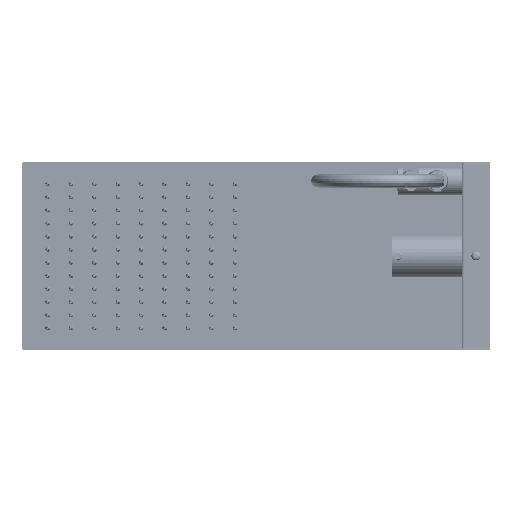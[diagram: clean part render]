
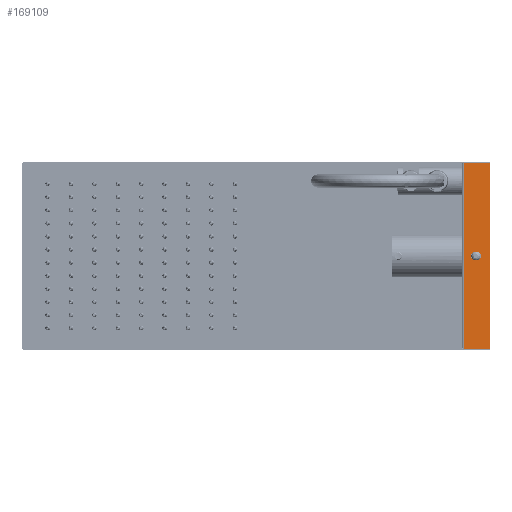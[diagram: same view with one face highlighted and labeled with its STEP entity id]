
A CAD part, front view. The second image highlights one B-rep face of the part: STEP entity #169109.
In plain terms, the highlighted planar face has unit normal (0, -1, 0).
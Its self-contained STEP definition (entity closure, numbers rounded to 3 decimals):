
#167411=CARTESIAN_POINT('',(-13.,-550.,-98.889));
#167425=DIRECTION('',(-1.,0.,0.));
#167426=VECTOR('',#167425,28.);
#167427=CARTESIAN_POINT('',(15.,-550.,-98.9));
#167428=LINE('',#167427,#167426);
#167441=DIRECTION('',(1.,0.,0.));
#167442=VECTOR('',#167441,28.);
#167443=CARTESIAN_POINT('',(-13.,-550.,
98.889));
#167444=LINE('',#167443,#167442);
#167445=DIRECTION('',(0.,0.,1.));
#167446=VECTOR('',#167445,197.8);
#167447=CARTESIAN_POINT('',(15.,-550.,-98.9));
#167448=LINE('',#167447,#167446);
#167449=CARTESIAN_POINT('',(3.,-550.,0.));
#167450=DIRECTION('',(0.,1.,0.));
#167451=DIRECTION('',(0.,0.,1.));
#167452=AXIS2_PLACEMENT_3D('',#167449,#167450,#167451);
#167454=CARTESIAN_POINT('',(-3.,-550.,0.));
#167455=DIRECTION('',(0.,1.,0.));
#167456=DIRECTION('',(-1.,0.,0.));
#167457=AXIS2_PLACEMENT_3D('',#167454,#167455,#167456);
#167459=CARTESIAN_POINT('',(-3.,-550.,0.));
#167460=DIRECTION('',(0.,1.,0.));
#167461=DIRECTION('',(0.,0.,-1.));
#167462=AXIS2_PLACEMENT_3D('',#167459,#167460,#167461);
#167464=CARTESIAN_POINT('',(3.,-550.,0.));
#167465=DIRECTION('',(0.,1.,0.));
#167466=DIRECTION('',(1.,0.,0.));
#167467=AXIS2_PLACEMENT_3D('',#167464,#167465,#167466);
#167469=DIRECTION('',(0.,0.,1.));
#167470=VECTOR('',#167469,197.779);
#167471=CARTESIAN_POINT('',(-13.,-550.,-98.889));
#167472=LINE('',#167471,#167470);
#167485=CARTESIAN_POINT('',(-13.,-550.,
98.889));
#168329=DIRECTION('',(1.,0.,0.));
#168330=VECTOR('',#168329,6.);
#168331=CARTESIAN_POINT('',(-3.,-550.,-2.75));
#168332=LINE('',#168331,#168330);
#168341=DIRECTION('',(-1.,0.,0.));
#168342=VECTOR('',#168341,6.);
#168343=CARTESIAN_POINT('',(3.,-550.,2.75));
#168344=LINE('',#168343,#168342);
#168379=CARTESIAN_POINT('',(15.,-550.,98.9));
#168381=VERTEX_POINT('',#168379);
#168382=CARTESIAN_POINT('',(15.,-550.,-98.9));
#168383=VERTEX_POINT('',#168382);
#168437=VERTEX_POINT('',#167485);
#168440=VERTEX_POINT('',#167411);
#168453=CARTESIAN_POINT('',(3.,-550.,2.75));
#168454=CARTESIAN_POINT('',(5.75,-550.,0.));
#168455=VERTEX_POINT('',#168453);
#168456=VERTEX_POINT('',#168454);
#168457=CARTESIAN_POINT('',(3.,-550.,-2.75));
#168458=VERTEX_POINT('',#168457);
#168459=CARTESIAN_POINT('',(-3.,-550.,-2.75));
#168460=VERTEX_POINT('',#168459);
#168461=CARTESIAN_POINT('',(-5.75,-550.,0.));
#168462=VERTEX_POINT('',#168461);
#168463=CARTESIAN_POINT('',(-3.,-550.,2.75));
#168464=VERTEX_POINT('',#168463);
#169083=CARTESIAN_POINT('',(0.,-550.,100.));
#169084=DIRECTION('',(0.,1.,0.));
#169085=DIRECTION('',(1.,0.,0.));
#169086=AXIS2_PLACEMENT_3D('',#169083,#169084,#169085);
#169087=PLANE('',#169086);
#169088=ORIENTED_EDGE('',*,*,#169063,.F.);
#169089=ORIENTED_EDGE('',*,*,#169048,.T.);
#169091=ORIENTED_EDGE('',*,*,#169090,.T.);
#169092=ORIENTED_EDGE('',*,*,#169074,.T.);
#169093=EDGE_LOOP('',(#169088,#169089,#169091,#169092));
#169094=FACE_OUTER_BOUND('',#169093,.F.);
#169096=ORIENTED_EDGE('',*,*,#169095,.F.);
#169098=ORIENTED_EDGE('',*,*,#169097,.T.);
#169100=ORIENTED_EDGE('',*,*,#169099,.F.);
#169102=ORIENTED_EDGE('',*,*,#169101,.F.);
#169104=ORIENTED_EDGE('',*,*,#169103,.T.);
#169106=ORIENTED_EDGE('',*,*,#169105,.F.);
#169107=EDGE_LOOP('',(#169096,#169098,#169100,#169102,#169104,#169106));
#169108=FACE_BOUND('',#169107,.F.);
#169109=ADVANCED_FACE('',(#169094,#169108),#169087,.F.);
#167453=CIRCLE('',#167452,2.75);
#167458=CIRCLE('',#167457,2.75);
#167463=CIRCLE('',#167462,2.75);
#167468=CIRCLE('',#167467,2.75);
#169048=EDGE_CURVE('',#168383,#168440,#167428,.T.);
#169063=EDGE_CURVE('',#168383,#168381,#167448,.T.);
#169074=EDGE_CURVE('',#168437,#168381,#167444,.T.);
#169090=EDGE_CURVE('',#168440,#168437,#167472,.T.);
#169095=EDGE_CURVE('',#168455,#168456,#167453,.T.);
#169097=EDGE_CURVE('',#168455,#168464,#168344,.T.);
#169099=EDGE_CURVE('',#168462,#168464,#167458,.T.);
#169101=EDGE_CURVE('',#168460,#168462,#167463,.T.);
#169103=EDGE_CURVE('',#168460,#168458,#168332,.T.);
#169105=EDGE_CURVE('',#168456,#168458,#167468,.T.);
